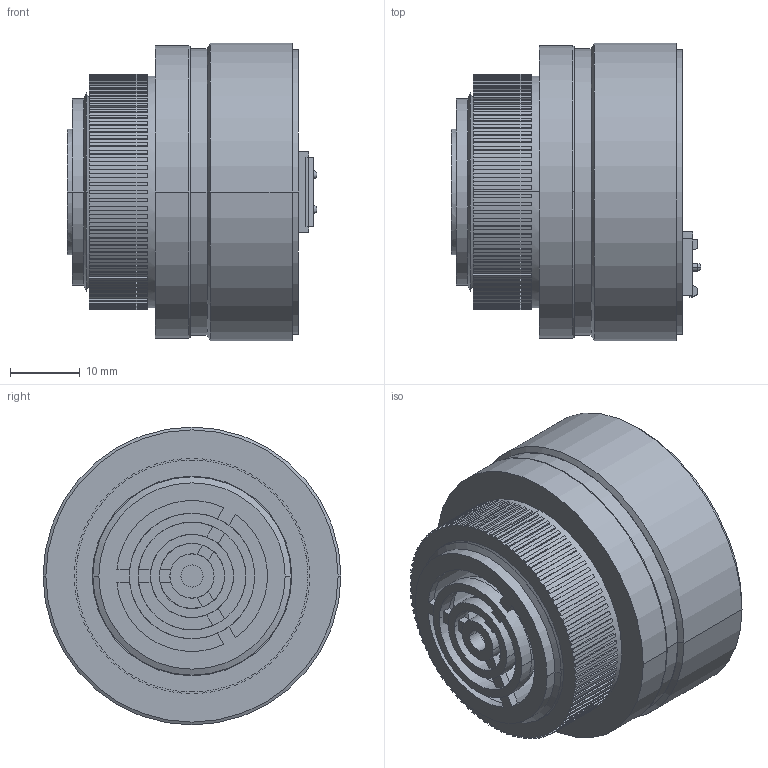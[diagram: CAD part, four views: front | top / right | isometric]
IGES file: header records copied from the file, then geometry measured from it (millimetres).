
Global section: file name: No Iges File Name specified; native system: AutoDesk Inventor R11.0; preprocessor: AutoDesk Inventor Iges Exporter R11.0; author: No Author specified; organization: No Organization specified; date: 20110919.091544; units: inch
Bounding box: 35.97 x 42.85 x 42.85 mm (x, y, z)
Volume: 20218.8 mm3; surface area: 21252.3 mm2
Topology: 6 solids, 6 shells, 1140 faces, 3142 edges, 2058 vertices
Faces by surface type: plane 856, bspline 123, cylinder 67, cone 50, revolution 36, torus 8
